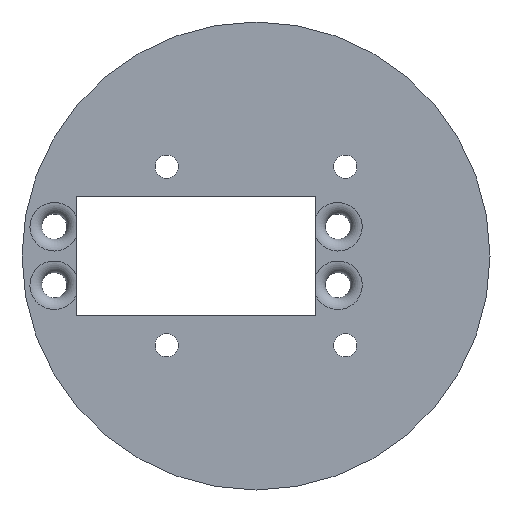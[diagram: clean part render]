
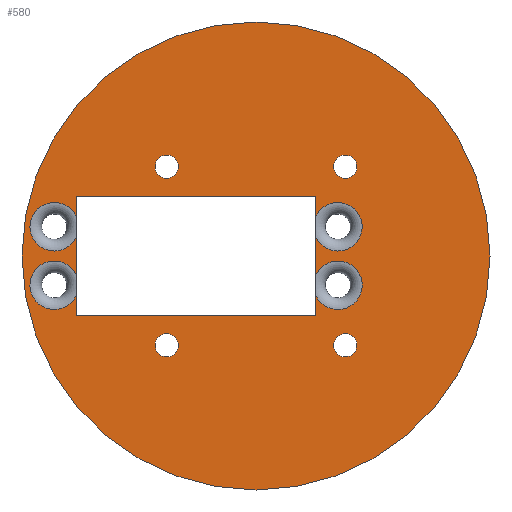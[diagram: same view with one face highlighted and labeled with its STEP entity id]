
A CAD part, front view. The second image highlights one B-rep face of the part: STEP entity #580.
In plain terms, the highlighted planar face has unit normal (0, -1, 0).
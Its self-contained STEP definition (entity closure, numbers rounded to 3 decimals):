
#30=FACE_BOUND('',#125,.T.);
#31=FACE_BOUND('',#126,.T.);
#32=FACE_BOUND('',#127,.T.);
#33=FACE_BOUND('',#128,.T.);
#34=FACE_BOUND('',#129,.T.);
#44=PLANE('',#674);
#85=FACE_OUTER_BOUND('',#124,.T.);
#124=EDGE_LOOP('',(#531));
#125=EDGE_LOOP('',(#532,#533,#534,#535,#536,#537,#538,#539,#540,#541,#542,
#543,#544,#545,#546,#547));
#126=EDGE_LOOP('',(#548));
#127=EDGE_LOOP('',(#549));
#128=EDGE_LOOP('',(#550));
#129=EDGE_LOOP('',(#551));
#136=LINE('',#970,#166);
#137=LINE('',#984,#167);
#141=LINE('',#991,#171);
#144=LINE('',#1029,#174);
#148=LINE('',#1037,#178);
#149=LINE('',#1050,#179);
#152=LINE('',#1065,#182);
#154=LINE('',#1068,#184);
#166=VECTOR('',#753,10.);
#167=VECTOR('',#754,10.);
#171=VECTOR('',#758,10.);
#174=VECTOR('',#791,10.);
#178=VECTOR('',#795,10.);
#179=VECTOR('',#796,10.);
#182=VECTOR('',#817,10.);
#184=VECTOR('',#821,10.);
#195=CIRCLE('',#608,40.);
#208=CIRCLE('',#630,4.15);
#212=CIRCLE('',#634,4.15);
#213=CIRCLE('',#638,4.15);
#217=CIRCLE('',#642,4.15);
#218=CIRCLE('',#645,4.15);
#222=CIRCLE('',#649,4.15);
#223=CIRCLE('',#653,4.15);
#227=CIRCLE('',#657,4.15);
#229=CIRCLE('',#663,2.);
#231=CIRCLE('',#666,2.);
#233=CIRCLE('',#669,2.);
#235=CIRCLE('',#672,2.);
#253=VERTEX_POINT('',#909);
#264=VERTEX_POINT('',#947);
#265=VERTEX_POINT('',#948);
#266=VERTEX_POINT('',#960);
#269=VERTEX_POINT('',#969);
#270=VERTEX_POINT('',#971);
#271=VERTEX_POINT('',#983);
#274=VERTEX_POINT('',#989);
#275=VERTEX_POINT('',#995);
#278=VERTEX_POINT('',#1006);
#279=VERTEX_POINT('',#1007);
#280=VERTEX_POINT('',#1019);
#283=VERTEX_POINT('',#1028);
#286=VERTEX_POINT('',#1034);
#287=VERTEX_POINT('',#1036);
#288=VERTEX_POINT('',#1038);
#289=VERTEX_POINT('',#1054);
#293=VERTEX_POINT('',#1073);
#295=VERTEX_POINT('',#1079);
#297=VERTEX_POINT('',#1085);
#299=VERTEX_POINT('',#1091);
#311=EDGE_CURVE('',#253,#253,#195,.T.);
#329=EDGE_CURVE('',#265,#266,#208,.T.);
#333=EDGE_CURVE('',#266,#264,#212,.T.);
#334=EDGE_CURVE('',#269,#264,#136,.T.);
#336=EDGE_CURVE('',#271,#270,#137,.T.);
#340=EDGE_CURVE('',#265,#274,#141,.T.);
#342=EDGE_CURVE('',#269,#275,#213,.T.);
#346=EDGE_CURVE('',#275,#270,#217,.T.);
#349=EDGE_CURVE('',#279,#280,#218,.T.);
#353=EDGE_CURVE('',#280,#278,#222,.T.);
#354=EDGE_CURVE('',#283,#278,#144,.T.);
#358=EDGE_CURVE('',#287,#286,#148,.T.);
#360=EDGE_CURVE('',#279,#288,#149,.T.);
#362=EDGE_CURVE('',#287,#289,#223,.T.);
#366=EDGE_CURVE('',#289,#288,#227,.T.);
#368=EDGE_CURVE('',#286,#271,#152,.T.);
#370=EDGE_CURVE('',#274,#283,#154,.T.);
#374=EDGE_CURVE('',#293,#293,#229,.T.);
#377=EDGE_CURVE('',#295,#295,#231,.T.);
#380=EDGE_CURVE('',#297,#297,#233,.T.);
#383=EDGE_CURVE('',#299,#299,#235,.T.);
#531=ORIENTED_EDGE('',*,*,#311,.F.);
#532=ORIENTED_EDGE('',*,*,#329,.F.);
#533=ORIENTED_EDGE('',*,*,#340,.T.);
#534=ORIENTED_EDGE('',*,*,#370,.T.);
#535=ORIENTED_EDGE('',*,*,#354,.T.);
#536=ORIENTED_EDGE('',*,*,#353,.F.);
#537=ORIENTED_EDGE('',*,*,#349,.F.);
#538=ORIENTED_EDGE('',*,*,#360,.T.);
#539=ORIENTED_EDGE('',*,*,#366,.F.);
#540=ORIENTED_EDGE('',*,*,#362,.F.);
#541=ORIENTED_EDGE('',*,*,#358,.T.);
#542=ORIENTED_EDGE('',*,*,#368,.T.);
#543=ORIENTED_EDGE('',*,*,#336,.T.);
#544=ORIENTED_EDGE('',*,*,#346,.F.);
#545=ORIENTED_EDGE('',*,*,#342,.F.);
#546=ORIENTED_EDGE('',*,*,#334,.T.);
#547=ORIENTED_EDGE('',*,*,#333,.F.);
#548=ORIENTED_EDGE('',*,*,#383,.F.);
#549=ORIENTED_EDGE('',*,*,#380,.F.);
#550=ORIENTED_EDGE('',*,*,#377,.F.);
#551=ORIENTED_EDGE('',*,*,#374,.F.);
#580=ADVANCED_FACE('',(#85,#30,#31,#32,#33,#34),#44,.F.);
#608=AXIS2_PLACEMENT_3D('',#911,#693,#694);
#630=AXIS2_PLACEMENT_3D('',#961,#741,#742);
#634=AXIS2_PLACEMENT_3D('',#967,#749,#750);
#638=AXIS2_PLACEMENT_3D('',#996,#764,#765);
#642=AXIS2_PLACEMENT_3D('',#1002,#772,#773);
#645=AXIS2_PLACEMENT_3D('',#1020,#779,#780);
#649=AXIS2_PLACEMENT_3D('',#1026,#787,#788);
#653=AXIS2_PLACEMENT_3D('',#1055,#802,#803);
#657=AXIS2_PLACEMENT_3D('',#1061,#810,#811);
#663=AXIS2_PLACEMENT_3D('',#1075,#828,#829);
#666=AXIS2_PLACEMENT_3D('',#1081,#835,#836);
#669=AXIS2_PLACEMENT_3D('',#1087,#842,#843);
#672=AXIS2_PLACEMENT_3D('',#1093,#849,#850);
#674=AXIS2_PLACEMENT_3D('',#1095,#853,#854);
#693=DIRECTION('center_axis',(0.,1.,0.));
#694=DIRECTION('ref_axis',(-1.,0.,0.));
#741=DIRECTION('center_axis',(0.,-1.,0.));
#742=DIRECTION('ref_axis',(1.,0.,0.));
#749=DIRECTION('center_axis',(0.,-1.,0.));
#750=DIRECTION('ref_axis',(1.,0.,0.));
#753=DIRECTION('',(0.,0.,-1.));
#754=DIRECTION('',(0.,0.,-1.));
#758=DIRECTION('',(0.,0.,-1.));
#764=DIRECTION('center_axis',(0.,-1.,0.));
#765=DIRECTION('ref_axis',(1.,0.,0.));
#772=DIRECTION('center_axis',(0.,-1.,0.));
#773=DIRECTION('ref_axis',(1.,0.,0.));
#779=DIRECTION('center_axis',(0.,-1.,0.));
#780=DIRECTION('ref_axis',(1.,0.,0.));
#787=DIRECTION('center_axis',(0.,-1.,0.));
#788=DIRECTION('ref_axis',(1.,0.,0.));
#791=DIRECTION('',(0.,0.,1.));
#795=DIRECTION('',(0.,0.,1.));
#796=DIRECTION('',(0.,0.,1.));
#802=DIRECTION('center_axis',(0.,-1.,0.));
#803=DIRECTION('ref_axis',(1.,0.,0.));
#810=DIRECTION('center_axis',(0.,-1.,0.));
#811=DIRECTION('ref_axis',(1.,0.,0.));
#817=DIRECTION('',(1.,0.,0.));
#821=DIRECTION('',(-1.,0.,0.));
#828=DIRECTION('center_axis',(0.,-1.,0.));
#829=DIRECTION('ref_axis',(1.,0.,0.));
#835=DIRECTION('center_axis',(0.,-1.,0.));
#836=DIRECTION('ref_axis',(1.,0.,0.));
#842=DIRECTION('center_axis',(0.,-1.,0.));
#843=DIRECTION('ref_axis',(1.,0.,0.));
#849=DIRECTION('center_axis',(0.,-1.,0.));
#850=DIRECTION('ref_axis',(1.,0.,0.));
#853=DIRECTION('center_axis',(0.,1.,0.));
#854=DIRECTION('ref_axis',(0.,0.,1.));
#909=CARTESIAN_POINT('',(40.,0.,0.));
#911=CARTESIAN_POINT('Origin',(0.,0.,0.));
#947=CARTESIAN_POINT('',(10.25,0.,-3.222));
#948=CARTESIAN_POINT('',(10.25,0.,-6.778));
#960=CARTESIAN_POINT('',(14.,0.,-9.15));
#961=CARTESIAN_POINT('Origin',(14.,0.,-5.));
#967=CARTESIAN_POINT('Origin',(14.,0.,-5.));
#969=CARTESIAN_POINT('',(10.25,0.,3.222));
#970=CARTESIAN_POINT('',(10.25,0.,-5.125));
#971=CARTESIAN_POINT('',(10.25,0.,6.778));
#983=CARTESIAN_POINT('',(10.25,0.,10.25));
#984=CARTESIAN_POINT('',(10.25,0.,-5.125));
#989=CARTESIAN_POINT('',(10.25,0.,-10.25));
#991=CARTESIAN_POINT('',(10.25,0.,-5.125));
#995=CARTESIAN_POINT('',(14.,0.,0.85));
#996=CARTESIAN_POINT('Origin',(14.,0.,5.));
#1002=CARTESIAN_POINT('Origin',(14.,0.,5.));
#1006=CARTESIAN_POINT('',(-30.75,0.,-6.778));
#1007=CARTESIAN_POINT('',(-30.75,0.,-3.222));
#1019=CARTESIAN_POINT('',(-34.5,0.,-9.15));
#1020=CARTESIAN_POINT('Origin',(-34.5,0.,-5.));
#1026=CARTESIAN_POINT('Origin',(-34.5,0.,-5.));
#1028=CARTESIAN_POINT('',(-30.75,0.,-10.25));
#1029=CARTESIAN_POINT('',(-30.75,0.,5.125));
#1034=CARTESIAN_POINT('',(-30.75,0.,10.25));
#1036=CARTESIAN_POINT('',(-30.75,0.,6.778));
#1037=CARTESIAN_POINT('',(-30.75,0.,5.125));
#1038=CARTESIAN_POINT('',(-30.75,0.,3.222));
#1050=CARTESIAN_POINT('',(-30.75,0.,5.125));
#1054=CARTESIAN_POINT('',(-34.5,0.,0.85));
#1055=CARTESIAN_POINT('Origin',(-34.5,0.,5.));
#1061=CARTESIAN_POINT('Origin',(-34.5,0.,5.));
#1065=CARTESIAN_POINT('',(5.125,0.,10.25));
#1068=CARTESIAN_POINT('',(-15.375,0.,-10.25));
#1073=CARTESIAN_POINT('',(13.25,0.,15.25));
#1075=CARTESIAN_POINT('Origin',(15.25,0.,15.25));
#1079=CARTESIAN_POINT('',(13.25,0.,-15.25));
#1081=CARTESIAN_POINT('Origin',(15.25,0.,-15.25));
#1085=CARTESIAN_POINT('',(-17.25,0.,-15.25));
#1087=CARTESIAN_POINT('Origin',(-15.25,0.,-15.25));
#1091=CARTESIAN_POINT('',(-17.25,0.,15.25));
#1093=CARTESIAN_POINT('Origin',(-15.25,0.,15.25));
#1095=CARTESIAN_POINT('Origin',(0.,0.,0.));
